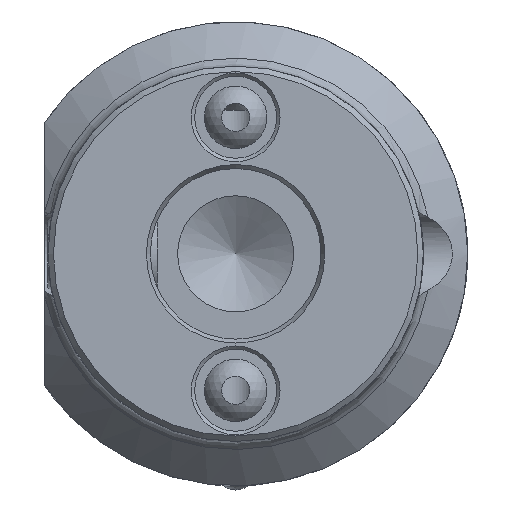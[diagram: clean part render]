
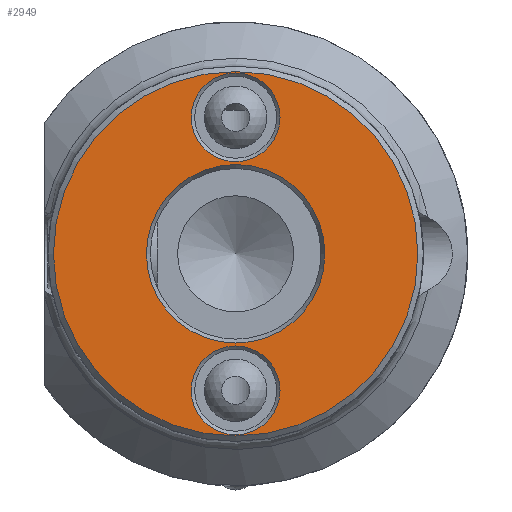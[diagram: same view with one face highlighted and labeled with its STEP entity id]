
A CAD part, left-side view. The second image highlights one B-rep face of the part: STEP entity #2949.
In plain terms, the highlighted planar face has unit normal (-1, 0, 0).
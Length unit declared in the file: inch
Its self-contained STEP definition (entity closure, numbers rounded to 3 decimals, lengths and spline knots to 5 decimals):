
#112=FACE_BOUND('',#483,.T.);
#113=FACE_BOUND('',#484,.T.);
#114=FACE_BOUND('',#485,.T.);
#151=PLANE('',#3209);
#312=FACE_OUTER_BOUND('',#482,.T.);
#482=EDGE_LOOP('',(#2185));
#483=EDGE_LOOP('',(#2186));
#484=EDGE_LOOP('',(#2187));
#485=EDGE_LOOP('',(#2188));
#1036=CIRCLE('',#3206,0.25591);
#1039=CIRCLE('',#3210,1.05118);
#1040=CIRCLE('',#3211,0.25591);
#1041=CIRCLE('',#3212,0.51486);
#1247=VERTEX_POINT('',#5266);
#1250=VERTEX_POINT('',#5274);
#1251=VERTEX_POINT('',#5276);
#1252=VERTEX_POINT('',#5278);
#1601=EDGE_CURVE('',#1247,#1247,#1036,.T.);
#1605=EDGE_CURVE('',#1250,#1250,#1039,.T.);
#1606=EDGE_CURVE('',#1251,#1251,#1040,.T.);
#1607=EDGE_CURVE('',#1252,#1252,#1041,.T.);
#2185=ORIENTED_EDGE('',*,*,#1605,.F.);
#2186=ORIENTED_EDGE('',*,*,#1606,.F.);
#2187=ORIENTED_EDGE('',*,*,#1607,.F.);
#2188=ORIENTED_EDGE('',*,*,#1601,.F.);
#2949=ADVANCED_FACE('',(#312,#112,#113,#114),#151,.T.);
#3206=AXIS2_PLACEMENT_3D('',#5267,#3756,#3757);
#3209=AXIS2_PLACEMENT_3D('',#5273,#3763,#3764);
#3210=AXIS2_PLACEMENT_3D('',#5275,#3765,#3766);
#3211=AXIS2_PLACEMENT_3D('',#5277,#3767,#3768);
#3212=AXIS2_PLACEMENT_3D('',#5279,#3769,#3770);
#3756=DIRECTION('center_axis',(-1.,0.,0.));
#3757=DIRECTION('ref_axis',(0.,1.,0.));
#3763=DIRECTION('center_axis',(-1.,0.,0.));
#3764=DIRECTION('ref_axis',(0.,0.,1.));
#3765=DIRECTION('center_axis',(1.,0.,0.));
#3766=DIRECTION('ref_axis',(0.,-1.,0.));
#3767=DIRECTION('center_axis',(-1.,0.,0.));
#3768=DIRECTION('ref_axis',(0.,1.,0.));
#3769=DIRECTION('center_axis',(-1.,0.,0.));
#3770=DIRECTION('ref_axis',(0.,1.,0.));
#5266=CARTESIAN_POINT('',(-2.3622,-0.25591,0.7874));
#5267=CARTESIAN_POINT('Origin',(-2.3622,0.,0.7874));
#5273=CARTESIAN_POINT('Origin',(-2.3622,0.54134,0.));
#5274=CARTESIAN_POINT('',(-2.3622,1.05118,0.));
#5275=CARTESIAN_POINT('Origin',(-2.3622,0.,0.));
#5276=CARTESIAN_POINT('',(-2.3622,-0.25591,-0.7874));
#5277=CARTESIAN_POINT('Origin',(-2.3622,0.,-0.7874));
#5278=CARTESIAN_POINT('',(-2.3622,-0.51486,0.));
#5279=CARTESIAN_POINT('Origin',(-2.3622,0.,0.));
